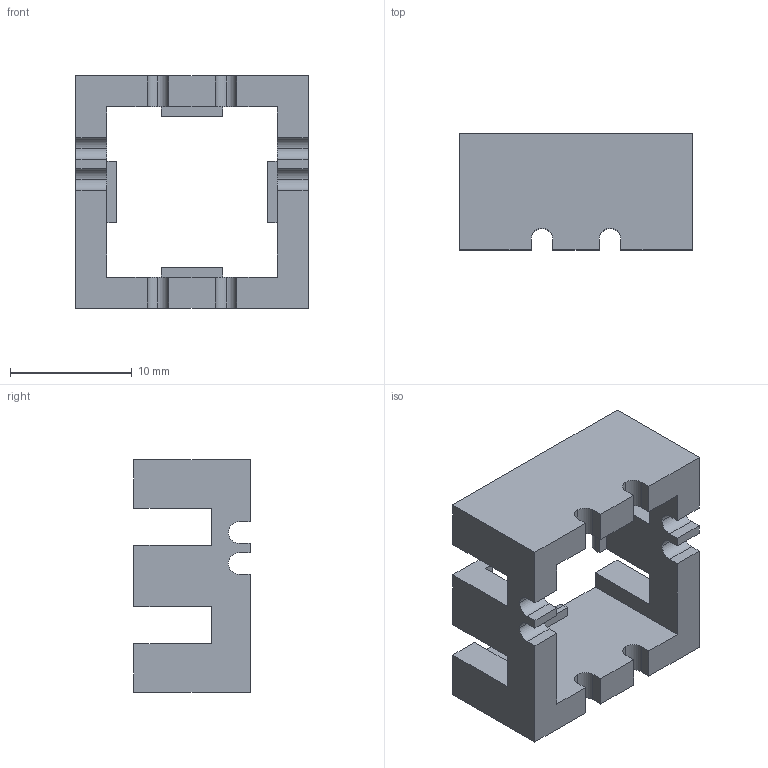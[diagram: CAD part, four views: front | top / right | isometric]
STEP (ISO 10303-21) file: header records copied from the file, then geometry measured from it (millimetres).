
FILE_DESCRIPTION (( 'STEP AP214' ), '1' );
FILE_NAME ('cherry_mx_switch_mount.STEP', '2015-12-08T04:45:48', ( 'Workstation' ), ( '' ), 'SwSTEP 2.0', 'SolidWorks 2015', '' );
FILE_SCHEMA (( 'AUTOMOTIVE_DESIGN' ));
Length unit declared in the file: inch
Products named in the file (1): cherry_mx_switch_mount
Bounding box: 19.05 x 9.53 x 19.05 mm (x, y, z)
Volume: 1361.6 mm3; surface area: 1612 mm2
Topology: 1 solids, 1 shells, 80 faces, 236 edges, 156 vertices
Faces by surface type: plane 60, cylinder 20
Entity records: 2692 total; most frequent: CARTESIAN_POINT 473, ORIENTED_EDGE 472, DIRECTION 438, EDGE_CURVE 236, VECTOR 196, LINE 196, VERTEX_POINT 156, AXIS2_PLACEMENT_3D 121
